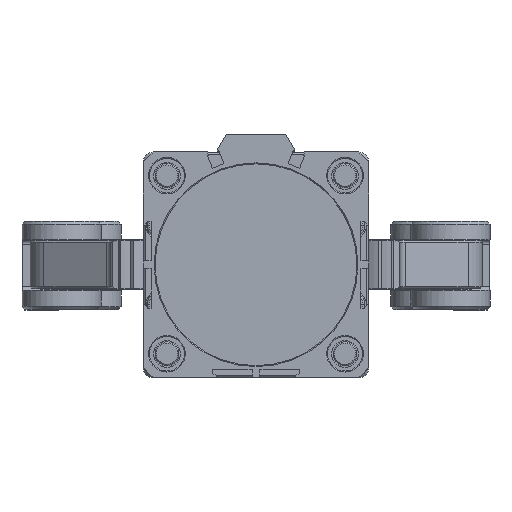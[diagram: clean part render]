
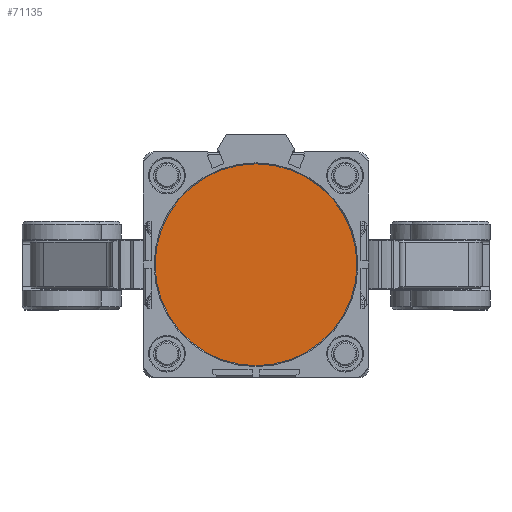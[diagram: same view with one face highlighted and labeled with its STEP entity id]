
A CAD part, top view. The second image highlights one B-rep face of the part: STEP entity #71135.
In plain terms, the highlighted planar face has unit normal (0, 0, 1).
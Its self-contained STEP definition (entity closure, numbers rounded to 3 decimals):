
#1919 = DIRECTION ( 'NONE',  ( 0., -1., 0. ) ) ;
#2838 = DIRECTION ( 'NONE',  ( 0., 0., 1. ) ) ;
#6312 = AXIS2_PLACEMENT_3D ( 'NONE', #60740, #21095, #67336 ) ;
#8091 = AXIS2_PLACEMENT_3D ( 'NONE', #81076, #41532, #1919 ) ;
#15963 = ORIENTED_EDGE ( 'NONE', *, *, #81638, .T. ) ;
#21095 = DIRECTION ( 'NONE',  ( 0., 0., 1. ) ) ;
#21102 = FACE_OUTER_BOUND ( 'NONE', #66033, .T. ) ;
#37193 = CIRCLE ( 'NONE', #8091, 51. ) ;
#41532 = DIRECTION ( 'NONE',  ( 0., 0., 1. ) ) ;
#42464 = PLANE ( 'NONE',  #46609 ) ;
#46609 = AXIS2_PLACEMENT_3D ( 'NONE', #62102, #2838, #49099 ) ;
#49099 = DIRECTION ( 'NONE',  ( 0., -1., 0. ) ) ;
#51235 = CIRCLE ( 'NONE', #6312, 51. ) ;
#52684 = VERTEX_POINT ( 'NONE', #70903 ) ;
#53809 = ORIENTED_EDGE ( 'NONE', *, *, #77555, .T. ) ;
#58147 = VERTEX_POINT ( 'NONE', #72605 ) ;
#60740 = CARTESIAN_POINT ( 'NONE',  ( 0., 0., 83. ) ) ;
#62102 = CARTESIAN_POINT ( 'NONE',  ( 0., 0., 83. ) ) ;
#66033 = EDGE_LOOP ( 'NONE', ( #15963, #53809 ) ) ;
#67336 = DIRECTION ( 'NONE',  ( 0., -1., 0. ) ) ;
#70903 = CARTESIAN_POINT ( 'NONE',  ( 0., -51., 83. ) ) ;
#71135 = ADVANCED_FACE ( 'NONE', ( #21102 ), #42464, .T. ) ;
#72605 = CARTESIAN_POINT ( 'NONE',  ( 0., 51., 83. ) ) ;
#77555 = EDGE_CURVE ( 'NONE', #58147, #52684, #51235, .T. ) ;
#81076 = CARTESIAN_POINT ( 'NONE',  ( 0., 0., 83. ) ) ;
#81638 = EDGE_CURVE ( 'NONE', #52684, #58147, #37193, .T. ) ;
